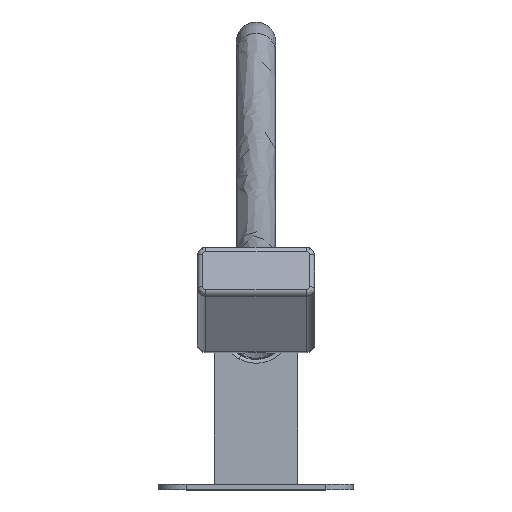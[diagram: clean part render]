
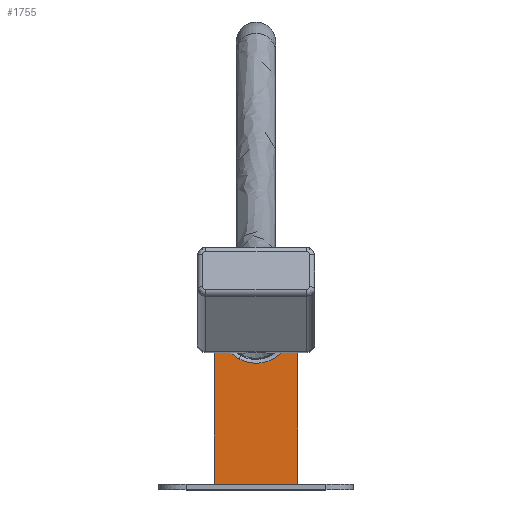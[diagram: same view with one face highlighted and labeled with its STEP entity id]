
A CAD part, top view. The second image highlights one B-rep face of the part: STEP entity #1755.
In plain terms, the highlighted planar face has unit normal (0, 0, 1).
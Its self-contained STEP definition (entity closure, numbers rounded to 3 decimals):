
#1305=CARTESIAN_POINT('Vertex',(-9.568,-6.5,8.5)) ;
#1310=CARTESIAN_POINT('Line Origine',(-12.034,-6.5,8.5)) ;
#1314=CARTESIAN_POINT('Vertex',(-14.5,-6.5,8.5)) ;
#1344=CARTESIAN_POINT('Line Origine',(-14.75,-6.25,8.5)) ;
#1348=CARTESIAN_POINT('Vertex',(-15.,-6.,8.5)) ;
#1368=CARTESIAN_POINT('Line Origine',(-15.,-3.,8.5)) ;
#1372=CARTESIAN_POINT('Vertex',(-15.,0.,8.5)) ;
#1396=CARTESIAN_POINT('Vertex',(15.,0.,8.5)) ;
#1399=CARTESIAN_POINT('Line Origine',(0.,0.,8.5)) ;
#1420=CARTESIAN_POINT('Vertex',(15.,-71.,8.5)) ;
#1423=CARTESIAN_POINT('Line Origine',(15.,-35.5,8.5)) ;
#1506=CARTESIAN_POINT('Line Origine',(0.,-71.,8.5)) ;
#1510=CARTESIAN_POINT('Vertex',(-15.,-71.,8.5)) ;
#1529=CARTESIAN_POINT('Vertex',(-15.,-24.,8.5)) ;
#1532=CARTESIAN_POINT('Line Origine',(-15.,-47.5,8.5)) ;
#1549=CARTESIAN_POINT('Line Origine',(-14.75,-23.75,8.5)) ;
#1553=CARTESIAN_POINT('Vertex',(-14.5,-23.5,8.5)) ;
#1573=CARTESIAN_POINT('Line Origine',(-12.034,-23.5,8.5)) ;
#1577=CARTESIAN_POINT('Vertex',(-9.568,-23.5,8.5)) ;
#1709=CARTESIAN_POINT('Vertex',(6.136,-3.768,8.5)) ;
#1712=CARTESIAN_POINT('Axis2P3D Location',(0.,-15.,8.5)) ;
#1724=CARTESIAN_POINT('Axis2P3D Location',(15.,0.,8.5)) ;
#1729=CARTESIAN_POINT('Axis2P3D Location',(0.,-15.,8.5)) ;
#1733=CARTESIAN_POINT('Vertex',(-6.136,-26.232,8.5)) ;
#1736=CARTESIAN_POINT('Axis2P3D Location',(0.,-15.,8.5)) ;
#1311=DIRECTION('Vector Direction',(1.,0.,0.)) ;
#1345=DIRECTION('Vector Direction',(-0.707,0.707,0.)) ;
#1369=DIRECTION('Vector Direction',(0.,-1.,0.)) ;
#1400=DIRECTION('Vector Direction',(-1.,0.,0.)) ;
#1424=DIRECTION('Vector Direction',(0.,-1.,0.)) ;
#1507=DIRECTION('Vector Direction',(-1.,0.,0.)) ;
#1533=DIRECTION('Vector Direction',(0.,-1.,0.)) ;
#1550=DIRECTION('Vector Direction',(0.707,0.707,0.)) ;
#1574=DIRECTION('Vector Direction',(1.,0.,0.)) ;
#1713=DIRECTION('Axis2P3D Direction',(-0.,0.,1.)) ;
#1725=DIRECTION('Axis2P3D Direction',(0.,0.,1.)) ;
#1726=DIRECTION('Axis2P3D XDirection',(-1.,0.,0.)) ;
#1730=DIRECTION('Axis2P3D Direction',(0.,0.,1.)) ;
#1737=DIRECTION('Axis2P3D Direction',(0.,0.,1.)) ;
#1714=AXIS2_PLACEMENT_3D('Circle Axis2P3D',#1712,#1713,$) ;
#1727=AXIS2_PLACEMENT_3D('Plane Axis2P3D',#1724,#1725,#1726) ;
#1731=AXIS2_PLACEMENT_3D('Circle Axis2P3D',#1729,#1730,$) ;
#1738=AXIS2_PLACEMENT_3D('Circle Axis2P3D',#1736,#1737,$) ;
#1742=ORIENTED_EDGE('',*,*,#1316,.T.) ;
#1743=ORIENTED_EDGE('',*,*,#1716,.T.) ;
#1744=ORIENTED_EDGE('',*,*,#1735,.T.) ;
#1745=ORIENTED_EDGE('',*,*,#1740,.T.) ;
#1746=ORIENTED_EDGE('',*,*,#1579,.F.) ;
#1747=ORIENTED_EDGE('',*,*,#1555,.F.) ;
#1748=ORIENTED_EDGE('',*,*,#1536,.T.) ;
#1749=ORIENTED_EDGE('',*,*,#1512,.F.) ;
#1750=ORIENTED_EDGE('',*,*,#1427,.F.) ;
#1751=ORIENTED_EDGE('',*,*,#1403,.F.) ;
#1752=ORIENTED_EDGE('',*,*,#1374,.T.) ;
#1753=ORIENTED_EDGE('',*,*,#1350,.F.) ;
#1312=VECTOR('Line Direction',#1311,1.) ;
#1346=VECTOR('Line Direction',#1345,1.) ;
#1370=VECTOR('Line Direction',#1369,1.) ;
#1401=VECTOR('Line Direction',#1400,1.) ;
#1425=VECTOR('Line Direction',#1424,1.) ;
#1508=VECTOR('Line Direction',#1507,1.) ;
#1534=VECTOR('Line Direction',#1533,1.) ;
#1551=VECTOR('Line Direction',#1550,1.) ;
#1575=VECTOR('Line Direction',#1574,1.) ;
#1755=ADVANCED_FACE('PartBody',(#1754),#1728,.T.) ;
#1715=CIRCLE('generated circle',#1714,12.799) ;
#1732=CIRCLE('generated circle',#1731,12.799) ;
#1739=CIRCLE('generated circle',#1738,12.799) ;
#1316=EDGE_CURVE('',#1315,#1306,#1313,.T.) ;
#1350=EDGE_CURVE('',#1315,#1349,#1347,.T.) ;
#1374=EDGE_CURVE('',#1373,#1349,#1371,.T.) ;
#1403=EDGE_CURVE('',#1373,#1397,#1402,.F.) ;
#1427=EDGE_CURVE('',#1397,#1421,#1426,.T.) ;
#1512=EDGE_CURVE('',#1421,#1511,#1509,.T.) ;
#1536=EDGE_CURVE('',#1530,#1511,#1535,.T.) ;
#1555=EDGE_CURVE('',#1530,#1554,#1552,.T.) ;
#1579=EDGE_CURVE('',#1554,#1578,#1576,.T.) ;
#1716=EDGE_CURVE('',#1306,#1710,#1715,.F.) ;
#1735=EDGE_CURVE('',#1710,#1734,#1732,.F.) ;
#1740=EDGE_CURVE('',#1734,#1578,#1739,.F.) ;
#1741=EDGE_LOOP('',(#1742,#1743,#1744,#1745,#1746,#1747,#1748,#1749,#1750,#1751,#1752,#1753)) ;
#1754=FACE_OUTER_BOUND('',#1741,.T.) ;
#1313=LINE('Line',#1310,#1312) ;
#1347=LINE('Line',#1344,#1346) ;
#1371=LINE('Line',#1368,#1370) ;
#1402=LINE('Line',#1399,#1401) ;
#1426=LINE('Line',#1423,#1425) ;
#1509=LINE('Line',#1506,#1508) ;
#1535=LINE('Line',#1532,#1534) ;
#1552=LINE('Line',#1549,#1551) ;
#1576=LINE('Line',#1573,#1575) ;
#1728=PLANE('',#1727) ;
#1306=VERTEX_POINT('',#1305) ;
#1315=VERTEX_POINT('',#1314) ;
#1349=VERTEX_POINT('',#1348) ;
#1373=VERTEX_POINT('',#1372) ;
#1397=VERTEX_POINT('',#1396) ;
#1421=VERTEX_POINT('',#1420) ;
#1511=VERTEX_POINT('',#1510) ;
#1530=VERTEX_POINT('',#1529) ;
#1554=VERTEX_POINT('',#1553) ;
#1578=VERTEX_POINT('',#1577) ;
#1710=VERTEX_POINT('',#1709) ;
#1734=VERTEX_POINT('',#1733) ;
